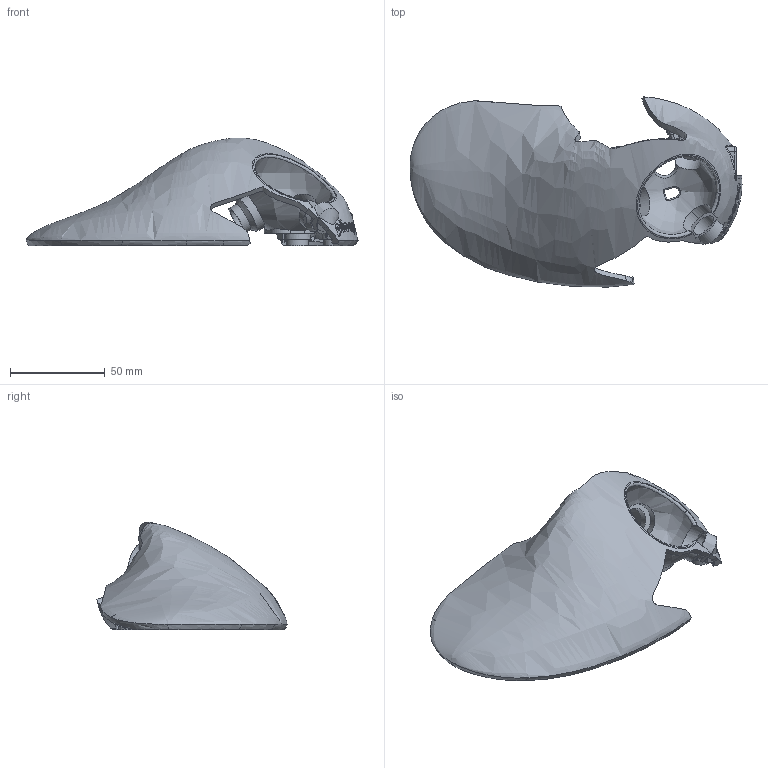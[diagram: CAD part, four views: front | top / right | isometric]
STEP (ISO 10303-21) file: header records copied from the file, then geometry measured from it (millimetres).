
FILE_DESCRIPTION(/* description */ (''),/* implementation_level */ '2;1');
FILE_NAME(/* name */ 'Ploopy-Top-REVD-BTU',/* time_stamp */ '2022-03-25T20:20:31+00:00',/* author */ (''),/* organization */ (''),/* preprocessor_version */ 'ST-DEVELOPER v16.5',/* originating_system */ '',/* authorisation */ '');
FILE_SCHEMA (('AUTOMOTIVE_DESIGN'));
Length unit declared in the file: millimetre
Products named in the file (1): Document
Bounding box: 175.3 x 100.44 x 56.96 mm (x, y, z)
Volume: 66564 mm3; surface area: 45388.8 mm2
Topology: 1 solids, 1 shells, 471 faces, 1279 edges, 821 vertices
Faces by surface type: bspline 387, plane 84
Entity records: 103084 total; most frequent: CARTESIAN_POINT 95475, ORIENTED_EDGE 2556, EDGE_CURVE 1278, B_SPLINE_CURVE_WITH_KNOTS 954, VERTEX_POINT 821, EDGE_LOOP 501, ADVANCED_FACE 471, FACE_OUTER_BOUND 471
